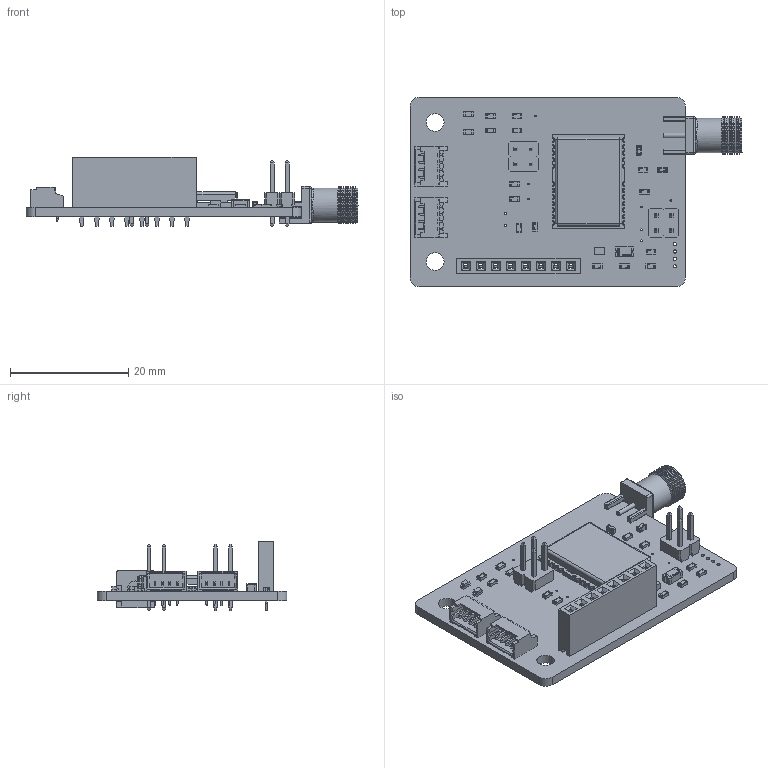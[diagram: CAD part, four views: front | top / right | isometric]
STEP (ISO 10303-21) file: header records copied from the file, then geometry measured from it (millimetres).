
FILE_DESCRIPTION(('Open CASCADE Model'),'2;1');
FILE_NAME('Open CASCADE Shape Model','2024-11-19T12:42:10',('Author'),( 'Open CASCADE'),'Open CASCADE STEP processor 7.5','Open CASCADE 7.5' ,'Unknown');
FILE_SCHEMA(('AUTOMOTIVE_DESIGN { 1 0 10303 214 1 1 1 1 }'));
Length unit declared in the file: millimetre
Products named in the file (64): PCB; Board; Open CASCADE STEP translator 7.5 1.1.1; F1; Fuse_Littelfuse_1206L050YR_eec; terminals; body; logo; R14; Res_Yageo_AC0603FR-07180RL_eec; terminal; top; R13; R12; R11; R8; R5; R4; J3; _ _ _C081LFBN-RC; L1; Ind_Murata_LQG18HH10NJ00J_eec; 1; 2; Murata Logo 3; 3; ANT1; Conn_RF_Solutions_Ltd_CON-SMA-EDGE-S_eec; J2; 898200928; Open CASCADE STEP translator 7.5 1.13.1.1; Open CASCADE STEP translator 7.5 1.13.1.2; R6; R15; R7; R2; R3; R1; J4; 961204-6404-XX_RGB417716 ...
Assembly tree (80 placements, depth 4):
  PCB
    Board
      Open CASCADE STEP translator 7.5 1.1.1
    F1
      Fuse_Littelfuse_1206L050YR_eec
        terminals
        body
        logo
    R14
      Res_Yageo_AC0603FR-07180RL_eec
        terminal
        body
        top
        logo
    R13
      Res_Yageo_AC0603FR-07180RL_eec
        terminal
        body
        top
        logo
    R12
      Res_Yageo_AC0603FR-07180RL_eec
        terminal
        body
        top
        logo
    R11
      Res_Yageo_AC0603FR-07180RL_eec
        terminal
        body
        top
        logo
    R8
      Res_Yageo_AC0603FR-07180RL_eec
        terminal
        body
        top
        logo
    R5
      Res_Yageo_AC0603FR-07180RL_eec
        terminal
        body
        top
        logo
    R4
      Res_Yageo_AC0603FR-07180RL_eec
        terminal
        body
        top
        logo
    J3
      _ _ _C081LFBN-RC
    L1
      Ind_Murata_LQG18HH10NJ00J_eec
        1
        2
        Murata Logo 3
        3
    ANT1
      Conn_RF_Solutions_Ltd_CON-SMA-EDGE-S_eec
Bounding box: 56.07 x 32 x 11.8 mm (x, y, z)
Volume: 3398.8 mm3; surface area: 6978 mm2
Topology: 194 solids, 194 shells, 3969 faces, 10192 edges, 6655 vertices
Faces by surface type: plane 2798, cylinder 832, bspline 272, sphere 42, cone 17, torus 8
Full cylindrical faces by diameter (mm): 0.043 x13, 0.3 x9, 0.55 x12, 0.76 x2, 1.02 x8, 1.1 x8, 1.122 x2, 2.8 x2, 3 x2, 4.697 x2, 5.292 x1, 5.8 x9, 6.35 x8
Entity records: 69028 total; most frequent: CARTESIAN_POINT 13736, ORIENTED_EDGE 11218, DIRECTION 10923, EDGE_CURVE 5609, LINE 4201, VECTOR 4201, VERTEX_POINT 3603, AXIS2_PLACEMENT_3D 3361
